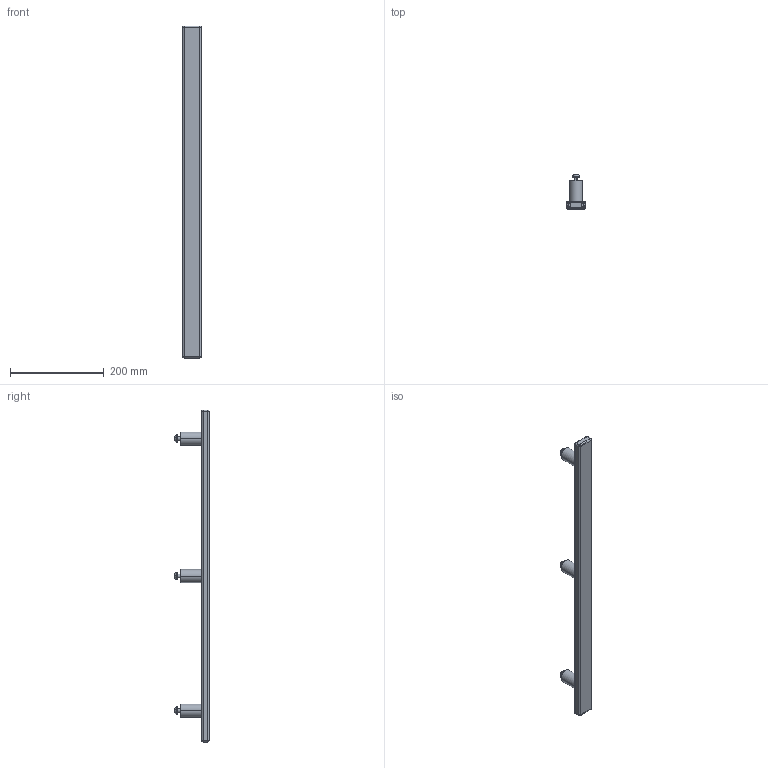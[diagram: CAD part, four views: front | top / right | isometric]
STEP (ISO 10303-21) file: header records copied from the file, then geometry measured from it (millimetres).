
FILE_DESCRIPTION((''),'2;1');
FILE_NAME('SZ0830N.stp','2009-10-19T14:19:39',(''),(''),'Mechanical Desktop 2007','Mechanical Desktop 2007',', , ');
FILE_SCHEMA(('CONFIG_CONTROL_DESIGN'));
Length unit declared in the file: millimetre
Products named in the file (26): DRAWING1; SZ0830NA; SZ0830N; ABSR1; ABSR11; ABSR12; ABSR13; ABSR14; ABSR15; ABSR16; ABSR17; ABSR18; ABSR19; ABSR110; ABSR111; ABSR112; ABSR113; ABSR114; ABSR115; ABSR116; ABSR117; ABSR118; ABSR119; ABSR120; SZ0810N; SZ0820S
Assembly tree (23 placements, depth 4):
  DRAWING1
    SZ0830NA
      SZ0830N
        ABSR1
        ABSR11
        ABSR12
        ABSR13
        ABSR14
        ABSR15
        ABSR16
        ABSR17
        ABSR18
        ABSR19
        ABSR110
        ABSR111
        ABSR112
        ABSR113
        ABSR114
        ABSR115
        ABSR116
        ABSR117
        ABSR118
        ABSR119
        ABSR120
  SZ0810N
  SZ0820S
Bounding box: 40 x 73 x 708 mm (x, y, z)
Volume: 395390.8 mm3; surface area: 159144.7 mm2
Topology: 21 solids, 21 shells, 294 faces, 705 edges, 446 vertices
Faces by surface type: cylinder 118, plane 104, bspline 26, cone 20, sphere 20, torus 6
Full cylindrical faces by diameter (mm): 5.1 x3
Entity records: 14049 total; most frequent: CARTESIAN_POINT 6651, DIRECTION 1518, ORIENTED_EDGE 1296, EDGE_CURVE 648, AXIS2_PLACEMENT_3D 612, VERTEX_POINT 437, EDGE_LOOP 357, CIRCLE 318
